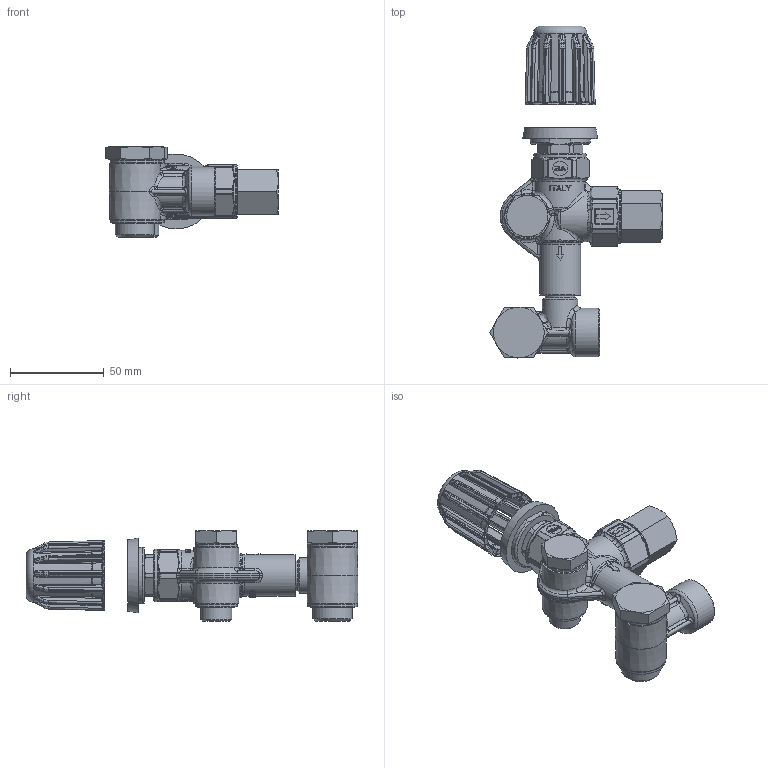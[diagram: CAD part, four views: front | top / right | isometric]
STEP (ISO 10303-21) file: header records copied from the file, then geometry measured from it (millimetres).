
FILE_DESCRIPTION(/* description */ (''),/* implementation_level */ '2;1');
FILE_NAME(/* name */ '60138010.stp',/* time_stamp */ '2021-03-24T14:40:32+01:00',/* author */ ('paolo.corradini'),/* organization */ (''),/* preprocessor_version */ 'ST-DEVELOPER v18.1',/* originating_system */ 'Autodesk Inventor 2020',/* authorisation */ '');
FILE_SCHEMA (('AUTOMOTIVE_DESIGN { 1 0 10303 214 3 1 1 }'));
Length unit declared in the file: millimetre
Products named in the file (1): 60138010-CS
Bounding box: 92.09 x 177.11 x 48.5 mm (x, y, z)
Volume: 175923.7 mm3; surface area: 36053.8 mm2
Topology: 1 solids, 1 shells, 1790 faces, 4549 edges, 2826 vertices
Faces by surface type: plane 644, bspline 606, cylinder 243, torus 125, cone 94, sphere 78
Full cylindrical faces by diameter (mm): 8 x1, 10.8 x1, 12 x1, 15.3 x1, 16 x1, 16.5 x2, 18.1 x1, 18.631 x1, 19 x1, 19.6 x4, 20 x1, 20.955 x1, 22 x2, 22.6 x2, 23.5 x4, 26 x1, 26.5 x2, 28 x1, 28.8 x1
Entity records: 70583 total; most frequent: CARTESIAN_POINT 29685, ORIENTED_EDGE 9014, DIRECTION 6706, EDGE_CURVE 4507, VERTEX_POINT 2826, AXIS2_PLACEMENT_3D 2526, EDGE_LOOP 1897, FACE_OUTER_BOUND 1790
